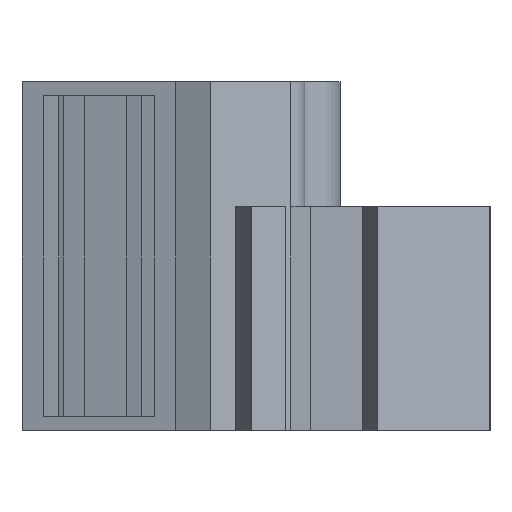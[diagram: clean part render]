
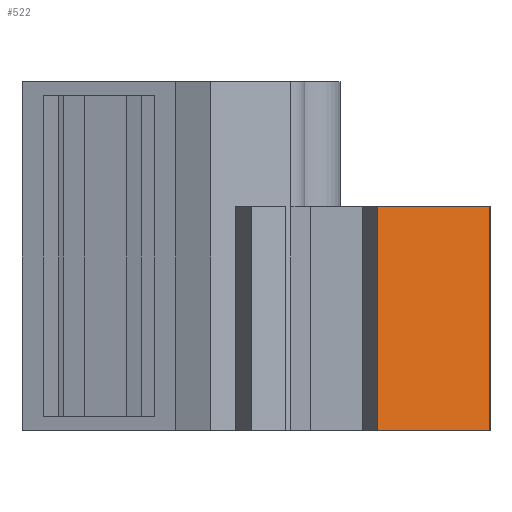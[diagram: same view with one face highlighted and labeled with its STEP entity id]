
A CAD part, left-side view. The second image highlights one B-rep face of the part: STEP entity #522.
In plain terms, the highlighted planar face has unit normal (-0.866, -0.499, 0).
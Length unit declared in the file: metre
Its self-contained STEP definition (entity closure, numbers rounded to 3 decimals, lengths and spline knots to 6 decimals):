
#522=ADVANCED_FACE('',(#1095),#1096,.T.);
#1095=FACE_OUTER_BOUND('',#1718,.T.);
#1096=PLANE('',#1719);
#1718=EDGE_LOOP('',(#3364,#3365,#3366,#3367));
#1719=AXIS2_PLACEMENT_3D('',#3368,#3369,#3370);
#3364=ORIENTED_EDGE('',*,*,#4332,.F.);
#3365=ORIENTED_EDGE('',*,*,#4497,.F.);
#3366=ORIENTED_EDGE('',*,*,#4084,.F.);
#3367=ORIENTED_EDGE('',*,*,#4495,.T.);
#3368=CARTESIAN_POINT('',(0.035736,0.19272,-0.011251));
#3369=DIRECTION('',(-0.866,-0.5,0.0));
#3370=DIRECTION('',(0.5,-0.866,0.0));
#4084=EDGE_CURVE('',#5036,#5038,#5039,.T.);
#4332=EDGE_CURVE('',#5415,#5417,#5418,.T.);
#4495=EDGE_CURVE('',#5036,#5417,#5619,.T.);
#4497=EDGE_CURVE('',#5038,#5415,#5621,.T.);
#5036=VERTEX_POINT('',#6429);
#5038=VERTEX_POINT('',#6432);
#5039=LINE('',#6433,#6434);
#5415=VERTEX_POINT('',#6999);
#5417=VERTEX_POINT('',#7002);
#5418=LINE('',#7003,#7004);
#5619=LINE('',#7301,#7302);
#5621=LINE('',#7304,#7305);
#6429=CARTESIAN_POINT('',(0.035736,0.19272,-0.01125));
#6432=CARTESIAN_POINT('',(0.032489,0.198351,-0.01125));
#6433=CARTESIAN_POINT('',(0.041096,0.183425,-0.01125));
#6434=VECTOR('',#7793,1.0);
#6999=CARTESIAN_POINT('',(0.032489,0.198351,0.0));
#7002=CARTESIAN_POINT('',(0.035736,0.19272,0.0));
#7003=CARTESIAN_POINT('',(0.041096,0.183425,0.0));
#7004=VECTOR('',#7990,1.0);
#7301=CARTESIAN_POINT('',(0.035736,0.19272,-0.011251));
#7302=VECTOR('',#8099,1.0);
#7304=CARTESIAN_POINT('',(0.032489,0.198351,-0.011251));
#7305=VECTOR('',#8100,1.0);
#7793=DIRECTION('',(-0.5,0.866,0.0));
#7990=DIRECTION('',(0.5,-0.866,0.0));
#8099=DIRECTION('',(0.0,0.0,1.0));
#8100=DIRECTION('',(0.0,0.0,1.0));
